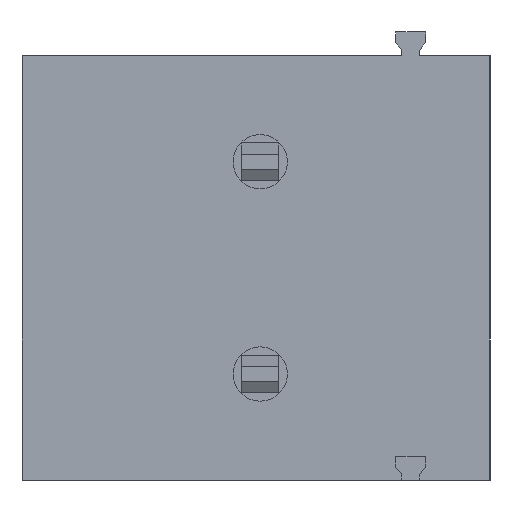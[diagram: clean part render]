
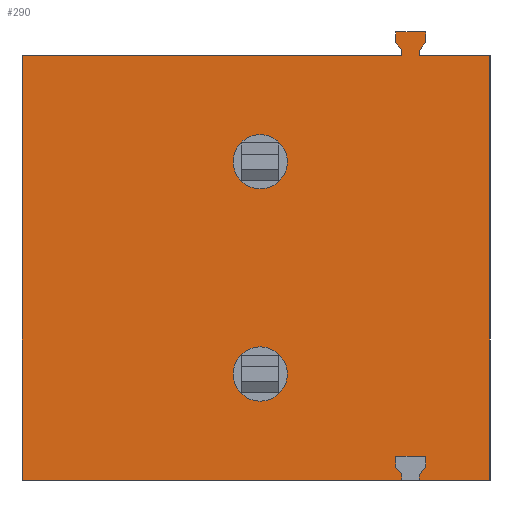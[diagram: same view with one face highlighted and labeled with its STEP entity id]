
A CAD part, front view. The second image highlights one B-rep face of the part: STEP entity #290.
In plain terms, the highlighted planar face has unit normal (0, -1, 0).
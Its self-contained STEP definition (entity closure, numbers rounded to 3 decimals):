
#290=ADVANCED_FACE('',(#674,#675,#676),#677,.T.);
#674=FACE_OUTER_BOUND('',#1156,.T.);
#675=FACE_BOUND('',#1157,.T.);
#676=FACE_BOUND('',#1158,.T.);
#677=PLANE('',#1159);
#1156=EDGE_LOOP('',(#1974,#1975,#1976,#1977,#1978,#1979,#1980,#1981,#1982,#1983,#1984,#1985,#1986,#1987,#1988,#1989,#1990,#1991,#1992,#1993));
#1157=EDGE_LOOP('',(#1994,#1995));
#1158=EDGE_LOOP('',(#1996,#1997));
#1159=AXIS2_PLACEMENT_3D('',#1998,#1999,#2000);
#1974=ORIENTED_EDGE('',*,*,#3144,.T.);
#1975=ORIENTED_EDGE('',*,*,#3145,.F.);
#1976=ORIENTED_EDGE('',*,*,#3095,.T.);
#1977=ORIENTED_EDGE('',*,*,#3146,.T.);
#1978=ORIENTED_EDGE('',*,*,#2957,.T.);
#1979=ORIENTED_EDGE('',*,*,#2849,.T.);
#1980=ORIENTED_EDGE('',*,*,#3147,.T.);
#1981=ORIENTED_EDGE('',*,*,#3148,.T.);
#1982=ORIENTED_EDGE('',*,*,#3149,.T.);
#1983=ORIENTED_EDGE('',*,*,#3150,.F.);
#1984=ORIENTED_EDGE('',*,*,#2949,.T.);
#1985=ORIENTED_EDGE('',*,*,#3151,.T.);
#1986=ORIENTED_EDGE('',*,*,#3152,.F.);
#1987=ORIENTED_EDGE('',*,*,#3132,.F.);
#1988=ORIENTED_EDGE('',*,*,#3153,.F.);
#1989=ORIENTED_EDGE('',*,*,#3154,.F.);
#1990=ORIENTED_EDGE('',*,*,#3059,.F.);
#1991=ORIENTED_EDGE('',*,*,#3155,.F.);
#1992=ORIENTED_EDGE('',*,*,#3156,.F.);
#1993=ORIENTED_EDGE('',*,*,#3157,.T.);
#1994=ORIENTED_EDGE('',*,*,#3012,.F.);
#1995=ORIENTED_EDGE('',*,*,#3158,.F.);
#1996=ORIENTED_EDGE('',*,*,#2881,.F.);
#1997=ORIENTED_EDGE('',*,*,#3159,.F.);
#1998=CARTESIAN_POINT('',(-8.457,0.0,-4.646));
#1999=DIRECTION('',(0.0,-1.0,0.0));
#2000=DIRECTION('',(0.0,0.0,-1.0));
#2849=EDGE_CURVE('',#3391,#3392,#3393,.T.);
#2881=EDGE_CURVE('',#3448,#3450,#3451,.T.);
#2949=EDGE_CURVE('',#3572,#3573,#3574,.T.);
#2957=EDGE_CURVE('',#3584,#3391,#3585,.T.);
#3012=EDGE_CURVE('',#3677,#3678,#3679,.T.);
#3059=EDGE_CURVE('',#3752,#3750,#3754,.T.);
#3095=EDGE_CURVE('',#3808,#3809,#3810,.T.);
#3132=EDGE_CURVE('',#3865,#3863,#3867,.T.);
#3144=EDGE_CURVE('',#3886,#3887,#3888,.T.);
#3145=EDGE_CURVE('',#3808,#3887,#3889,.T.);
#3146=EDGE_CURVE('',#3809,#3584,#3890,.T.);
#3147=EDGE_CURVE('',#3392,#3891,#3892,.T.);
#3148=EDGE_CURVE('',#3891,#3893,#3894,.T.);
#3149=EDGE_CURVE('',#3893,#3895,#3896,.T.);
#3150=EDGE_CURVE('',#3572,#3895,#3897,.T.);
#3151=EDGE_CURVE('',#3573,#3898,#3899,.T.);
#3152=EDGE_CURVE('',#3863,#3898,#3900,.T.);
#3153=EDGE_CURVE('',#3901,#3865,#3902,.T.);
#3154=EDGE_CURVE('',#3750,#3901,#3903,.T.);
#3155=EDGE_CURVE('',#3904,#3752,#3905,.T.);
#3156=EDGE_CURVE('',#3906,#3904,#3907,.T.);
#3157=EDGE_CURVE('',#3906,#3886,#3908,.T.);
#3158=EDGE_CURVE('',#3678,#3677,#3909,.T.);
#3159=EDGE_CURVE('',#3450,#3448,#3910,.T.);
#3391=VERTEX_POINT('',#4185);
#3392=VERTEX_POINT('',#4186);
#3393=LINE('',#4187,#4188);
#3448=VERTEX_POINT('',#4258);
#3450=VERTEX_POINT('',#4261);
#3451=CIRCLE('',#4262,0.65);
#3572=VERTEX_POINT('',#4412);
#3573=VERTEX_POINT('',#4413);
#3574=LINE('',#4414,#4415);
#3584=VERTEX_POINT('',#4430);
#3585=LINE('',#4431,#4432);
#3677=VERTEX_POINT('',#4557);
#3678=VERTEX_POINT('',#4558);
#3679=CIRCLE('',#4559,0.65);
#3750=VERTEX_POINT('',#4661);
#3752=VERTEX_POINT('',#4664);
#3754=LINE('',#4667,#4668);
#3808=VERTEX_POINT('',#4744);
#3809=VERTEX_POINT('',#4745);
#3810=LINE('',#4746,#4747);
#3863=VERTEX_POINT('',#4817);
#3865=VERTEX_POINT('',#4820);
#3867=LINE('',#4823,#4824);
#3886=VERTEX_POINT('',#4850);
#3887=VERTEX_POINT('',#4851);
#3888=LINE('',#4852,#4853);
#3889=LINE('',#4854,#4855);
#3890=LINE('',#4856,#4857);
#3891=VERTEX_POINT('',#4858);
#3892=LINE('',#4859,#4860);
#3893=VERTEX_POINT('',#4861);
#3894=LINE('',#4862,#4863);
#3895=VERTEX_POINT('',#4864);
#3896=LINE('',#4865,#4866);
#3897=LINE('',#4867,#4868);
#3898=VERTEX_POINT('',#4869);
#3899=LINE('',#4870,#4871);
#3900=LINE('',#4872,#4873);
#3901=VERTEX_POINT('',#4874);
#3902=LINE('',#4875,#4876);
#3903=LINE('',#4877,#4878);
#3904=VERTEX_POINT('',#4879);
#3905=LINE('',#4880,#4881);
#3906=VERTEX_POINT('',#4882);
#3907=LINE('',#4883,#4884);
#3908=LINE('',#4885,#4886);
#3909=CIRCLE('',#4887,0.65);
#3910=CIRCLE('',#4888,0.65);
#4185=CARTESIAN_POINT('',(-1.543,0.0,0.57));
#4186=CARTESIAN_POINT('',(-2.257,0.0,0.57));
#4187=CARTESIAN_POINT('',(-45.497,0.0,0.57));
#4188=VECTOR('',#5265,1.0);
#4258=CARTESIAN_POINT('',(-4.85,0.0,-2.54));
#4261=CARTESIAN_POINT('',(-6.15,0.0,-2.54));
#4262=AXIS2_PLACEMENT_3D('',#5309,#5310,#5311);
#4412=CARTESIAN_POINT('',(-11.2,0.0,0.));
#4413=CARTESIAN_POINT('',(-11.2,0.0,-10.16));
#4414=CARTESIAN_POINT('',(-11.2,0.0,-7.54));
#4415=VECTOR('',#5434,1.0);
#4430=CARTESIAN_POINT('',(-1.543,0.0,0.307));
#4431=CARTESIAN_POINT('',(-1.543,0.0,-7.54));
#4432=VECTOR('',#5440,1.0);
#4557=CARTESIAN_POINT('',(-4.85,0.0,-7.62));
#4558=CARTESIAN_POINT('',(-6.15,0.0,-7.62));
#4559=AXIS2_PLACEMENT_3D('',#5504,#5505,#5506);
#4661=CARTESIAN_POINT('',(-1.543,0.0,-9.59));
#4664=CARTESIAN_POINT('',(-1.543,0.0,-9.853));
#4667=CARTESIAN_POINT('',(-1.543,0.0,-7.62));
#4668=VECTOR('',#5552,1.0);
#4744=CARTESIAN_POINT('',(-1.693,0.0,0.0));
#4745=CARTESIAN_POINT('',(-1.693,0.0,0.129));
#4746=CARTESIAN_POINT('',(-1.693,0.0,-7.54));
#4747=VECTOR('',#5584,1.0);
#4817=CARTESIAN_POINT('',(-2.107,0.0,-10.031));
#4820=CARTESIAN_POINT('',(-2.257,0.0,-9.853));
#4823=CARTESIAN_POINT('',(-4.135,0.0,-7.62));
#4824=VECTOR('',#5631,1.0);
#4850=CARTESIAN_POINT('',(0.0,0.0,-10.16));
#4851=CARTESIAN_POINT('',(0.0,0.0,0.0));
#4852=CARTESIAN_POINT('',(0.0,0.0,-7.54));
#4853=VECTOR('',#5642,1.0);
#4854=CARTESIAN_POINT('',(-45.497,0.0,0.));
#4855=VECTOR('',#5643,1.0);
#4856=CARTESIAN_POINT('',(-8.141,0.0,-7.54));
#4857=VECTOR('',#5644,1.0);
#4858=CARTESIAN_POINT('',(-2.257,0.0,0.307));
#4859=CARTESIAN_POINT('',(-2.257,0.0,-7.54));
#4860=VECTOR('',#5645,1.0);
#4861=CARTESIAN_POINT('',(-2.107,0.0,0.129));
#4862=CARTESIAN_POINT('',(4.341,0.0,-7.54));
#4863=VECTOR('',#5646,1.0);
#4864=CARTESIAN_POINT('',(-2.107,0.0,0.0));
#4865=CARTESIAN_POINT('',(-2.107,0.0,-7.54));
#4866=VECTOR('',#5647,1.0);
#4867=CARTESIAN_POINT('',(-45.497,0.0,0.));
#4868=VECTOR('',#5648,1.0);
#4869=CARTESIAN_POINT('',(-2.107,0.0,-10.16));
#4870=CARTESIAN_POINT('',(-45.497,0.0,-10.16));
#4871=VECTOR('',#5649,1.0);
#4872=CARTESIAN_POINT('',(-2.107,0.0,-7.62));
#4873=VECTOR('',#5650,1.0);
#4874=CARTESIAN_POINT('',(-2.257,0.0,-9.59));
#4875=CARTESIAN_POINT('',(-2.257,0.0,-7.62));
#4876=VECTOR('',#5651,1.0);
#4877=CARTESIAN_POINT('',(-45.497,0.0,-9.59));
#4878=VECTOR('',#5652,1.0);
#4879=CARTESIAN_POINT('',(-1.693,0.0,-10.031));
#4880=CARTESIAN_POINT('',(0.335,0.0,-7.62));
#4881=VECTOR('',#5653,1.0);
#4882=CARTESIAN_POINT('',(-1.693,0.0,-10.16));
#4883=CARTESIAN_POINT('',(-1.693,0.0,-7.62));
#4884=VECTOR('',#5654,1.0);
#4885=CARTESIAN_POINT('',(-45.497,0.0,-10.16));
#4886=VECTOR('',#5655,1.0);
#4887=AXIS2_PLACEMENT_3D('',#5656,#5657,#5658);
#4888=AXIS2_PLACEMENT_3D('',#5659,#5660,#5661);
#5265=DIRECTION('',(-1.0,0.0,0.));
#5309=CARTESIAN_POINT('',(-5.5,0.0,-2.54));
#5310=DIRECTION('',(0.0,-1.0,0.0));
#5311=DIRECTION('',(-1.0,0.0,0.));
#5434=DIRECTION('',(0.,0.0,-1.0));
#5440=DIRECTION('',(0.,0.0,1.0));
#5504=CARTESIAN_POINT('',(-5.5,0.0,-7.62));
#5505=DIRECTION('',(0.0,-1.0,0.0));
#5506=DIRECTION('',(-1.0,0.0,0.));
#5552=DIRECTION('',(0.,0.0,1.0));
#5584=DIRECTION('',(0.,0.0,1.0));
#5631=DIRECTION('',(0.644,0.0,-0.765));
#5642=DIRECTION('',(0.,0.0,1.0));
#5643=DIRECTION('',(1.0,0.0,0.));
#5644=DIRECTION('',(0.644,0.0,0.765));
#5645=DIRECTION('',(0.,0.0,-1.0));
#5646=DIRECTION('',(0.644,0.0,-0.765));
#5647=DIRECTION('',(0.,0.0,-1.0));
#5648=DIRECTION('',(1.0,0.0,0.));
#5649=DIRECTION('',(1.0,0.0,0.));
#5650=DIRECTION('',(0.,0.0,-1.0));
#5651=DIRECTION('',(0.,0.0,-1.0));
#5652=DIRECTION('',(-1.0,0.0,0.));
#5653=DIRECTION('',(0.644,0.0,0.765));
#5654=DIRECTION('',(0.,0.0,1.0));
#5655=DIRECTION('',(1.0,0.0,0.));
#5656=CARTESIAN_POINT('',(-5.5,0.0,-7.62));
#5657=DIRECTION('',(0.0,-1.0,0.0));
#5658=DIRECTION('',(-1.0,0.0,0.));
#5659=CARTESIAN_POINT('',(-5.5,0.0,-2.54));
#5660=DIRECTION('',(0.0,-1.0,0.0));
#5661=DIRECTION('',(-1.0,0.0,0.));
